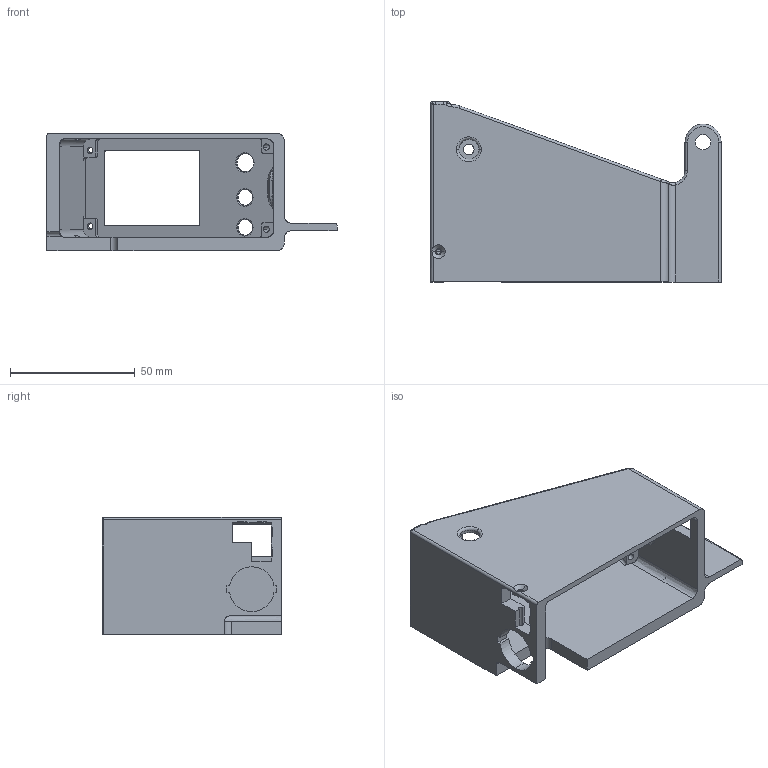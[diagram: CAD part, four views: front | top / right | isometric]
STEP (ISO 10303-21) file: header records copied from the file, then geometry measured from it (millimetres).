
FILE_DESCRIPTION (( 'STEP AP214' ), '1' );
FILE_NAME ('Encolsure_JBC-AD-SF_Earth.STEP', '2024-02-29T21:17:35', ( '' ), ( '' ), 'SwSTEP 2.0', 'SolidWorks 2020', '' );
FILE_SCHEMA (( 'AUTOMOTIVE_DESIGN' ));
Length unit declared in the file: millimetre
Products named in the file (1): Encolsure_JBC-AD-SF_Earth
Bounding box: 116.45 x 72.2 x 47.1 mm (x, y, z)
Volume: 63477.8 mm3; surface area: 39822.2 mm2
Topology: 1 solids, 1 shells, 381 faces, 973 edges, 582 vertices
Faces by surface type: cylinder 110, plane 100, torus 79, cone 52, bspline 39, sphere 1
Entity records: 13587 total; most frequent: CARTESIAN_POINT 4435, DIRECTION 1962, ORIENTED_EDGE 1918, EDGE_CURVE 959, AXIS2_PLACEMENT_3D 768, VERTEX_POINT 582, VECTOR 426, LINE 426
